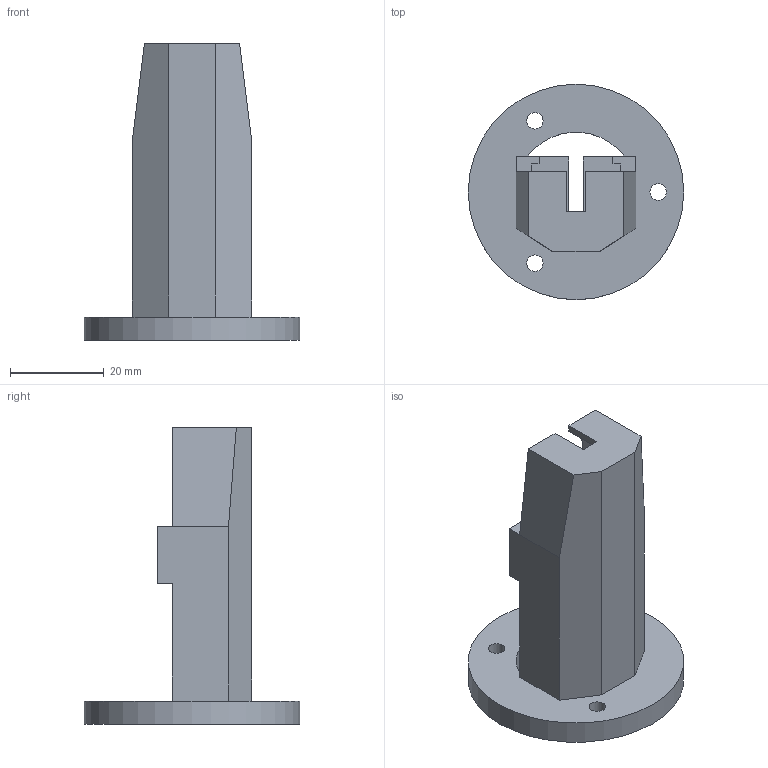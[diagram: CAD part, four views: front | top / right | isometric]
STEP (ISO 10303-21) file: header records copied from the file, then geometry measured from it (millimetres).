
FILE_DESCRIPTION(/* description */ (''),/* implementation_level */ '2;1');
FILE_NAME(/* name */ 'Support needle.stp',/* time_stamp */ '2025-02-20T18:12:53-05:00',/* author */ ('jfcoe'),/* organization */ (''),/* preprocessor_version */ 'ST-DEVELOPER v19.2',/* originating_system */ 'Autodesk Inventor 2024',/* authorisation */ '');
FILE_SCHEMA (('AUTOMOTIVE_DESIGN { 1 0 10303 214 3 1 1 }'));
Length unit declared in the file: millimetre
Products named in the file (1): Support needle
Bounding box: 46 x 46 x 63.35 mm (x, y, z)
Volume: 21388.4 mm3; surface area: 9894.5 mm2
Topology: 1 solids, 1 shells, 46 faces, 129 edges, 85 vertices
Faces by surface type: plane 41, cylinder 5
Full cylindrical faces by diameter (mm): 3.505 x3, 46 x1
Entity records: 1518 total; most frequent: CARTESIAN_POINT 261, ORIENTED_EDGE 258, DIRECTION 233, EDGE_CURVE 129, LINE 119, VECTOR 119, VERTEX_POINT 85, AXIS2_PLACEMENT_3D 57
